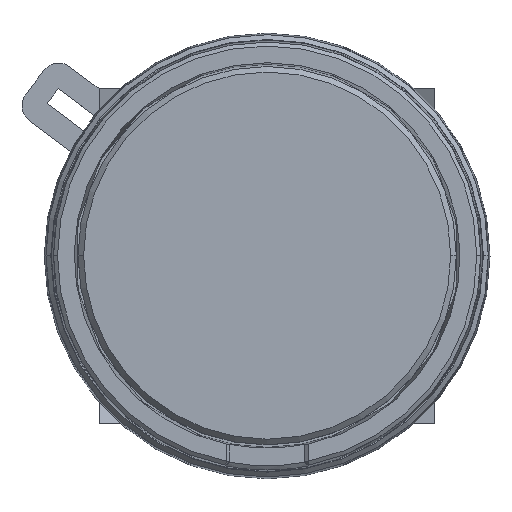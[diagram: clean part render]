
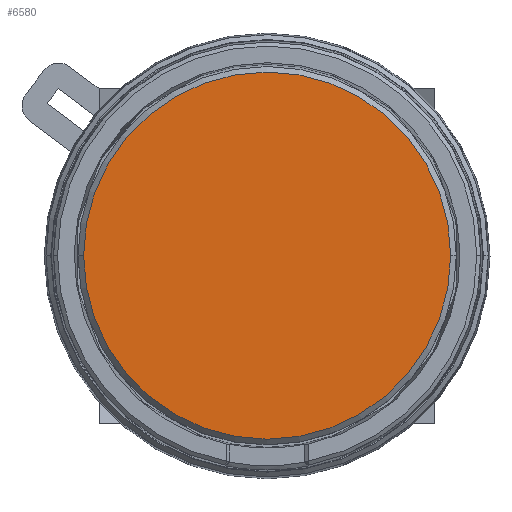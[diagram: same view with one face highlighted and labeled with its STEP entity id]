
A CAD part, top view. The second image highlights one B-rep face of the part: STEP entity #6580.
In plain terms, the highlighted planar face has unit normal (0, 0, 1).
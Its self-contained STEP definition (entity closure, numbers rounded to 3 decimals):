
#18 = VERTEX_POINT ( 'NONE', #3136 ) ;
#19 = VERTEX_POINT ( 'NONE', #3137 ) ;
#51 = EDGE_CURVE ( 'NONE', #18, #19, #6919, .T. ) ;
#1245 = PLANE ( 'NONE',  #3453 ) ;
#1246 = CARTESIAN_POINT ( 'NONE',  ( -9.918, -9.918, 11.6 ) ) ;
#1247 = DIRECTION ( 'NONE',  ( 0., 0., 1. ) ) ;
#1248 = DIRECTION ( 'NONE',  ( 1., 0., 0. ) ) ;
#1576 = CARTESIAN_POINT ( 'NONE',  ( 0., 0., 11.6 ) ) ;
#1577 = DIRECTION ( 'NONE',  ( 0., 0., 1. ) ) ;
#1578 = DIRECTION ( 'NONE',  ( -1., 0., 0. ) ) ;
#2212 = CIRCLE ( 'NONE', #3677, 9.8 ) ;
#2415 = AXIS2_PLACEMENT_3D ( 'NONE', #1576, #1577, #1578 ) ;
#3058 = ORIENTED_EDGE ( 'NONE', *, *, #51, .T. ) ;
#3060 = ORIENTED_EDGE ( 'NONE', *, *, #6759, .T. ) ;
#3136 = CARTESIAN_POINT ( 'NONE',  ( 9.8, 0., 11.6 ) ) ;
#3137 = CARTESIAN_POINT ( 'NONE',  ( -9.8, 0., 11.6 ) ) ;
#3450 = FACE_OUTER_BOUND ( 'NONE', #6121, .T. ) ;
#3453 = AXIS2_PLACEMENT_3D ( 'NONE', #1246, #1247, #1248 ) ;
#3677 = AXIS2_PLACEMENT_3D ( 'NONE', #4418, #4422, #4423 ) ;
#4418 = CARTESIAN_POINT ( 'NONE',  ( 0., 0., 11.6 ) ) ;
#4422 = DIRECTION ( 'NONE',  ( 0., 0., 1. ) ) ;
#4423 = DIRECTION ( 'NONE',  ( -1., 0., 0. ) ) ;
#6121 = EDGE_LOOP ( 'NONE', ( #3060, #3058 ) ) ;
#6580 = ADVANCED_FACE ( 'NONE', ( #3450 ), #1245, .T. ) ;
#6759 = EDGE_CURVE ( 'NONE', #19, #18, #2212, .T. ) ;
#6919 = CIRCLE ( 'NONE', #2415, 9.8 ) ;
